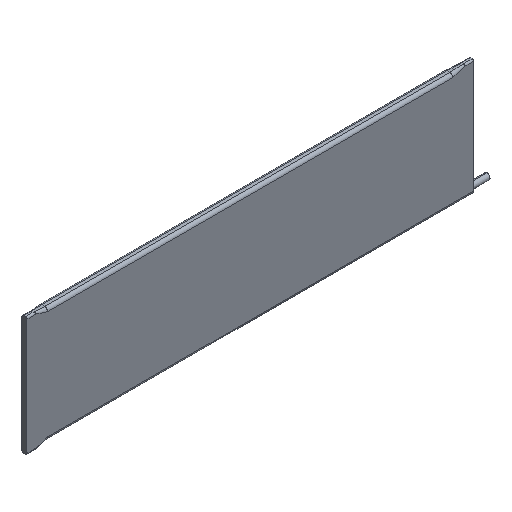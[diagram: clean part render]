
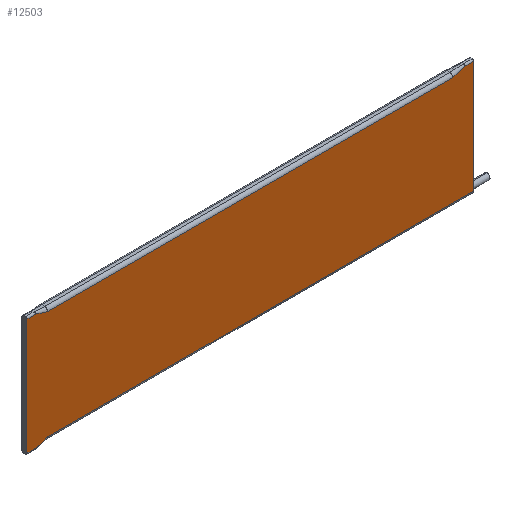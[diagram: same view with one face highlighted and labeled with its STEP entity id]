
A CAD part, isometric view. The second image highlights one B-rep face of the part: STEP entity #12503.
In plain terms, the highlighted planar face has unit normal (0, -1, 0).
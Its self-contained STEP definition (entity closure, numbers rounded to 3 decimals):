
#236 = VERTEX_POINT ( 'NONE', #3344 ) ;
#432 = EDGE_CURVE ( 'NONE', #9302, #12808, #624, .T. ) ;
#454 = ORIENTED_EDGE ( 'NONE', *, *, #1012, .T. ) ;
#541 = EDGE_CURVE ( 'NONE', #7605, #12808, #5023, .T. ) ;
#562 = DIRECTION ( 'NONE',  ( 0.951, 0., 0.309 ) ) ;
#583 = PLANE ( 'NONE',  #3745 ) ;
#624 = LINE ( 'NONE', #2831, #5323 ) ;
#832 = DIRECTION ( 'NONE',  ( 0., 0., -1. ) ) ;
#859 = CARTESIAN_POINT ( 'NONE',  ( 0., 0., 19.5 ) ) ;
#964 = ORIENTED_EDGE ( 'NONE', *, *, #11879, .T. ) ;
#1012 = EDGE_CURVE ( 'NONE', #10685, #236, #9631, .T. ) ;
#1135 = VECTOR ( 'NONE', #832, 1000. ) ;
#1812 = DIRECTION ( 'NONE',  ( 1., 0., 0. ) ) ;
#2278 = EDGE_CURVE ( 'NONE', #9302, #236, #5082, .T. ) ;
#2355 = EDGE_CURVE ( 'NONE', #5144, #10685, #12146, .T. ) ;
#2624 = CARTESIAN_POINT ( 'NONE',  ( 75., 0., -16.2 ) ) ;
#2727 = CARTESIAN_POINT ( 'NONE',  ( 0., 0., 0. ) ) ;
#2831 = CARTESIAN_POINT ( 'NONE',  ( 68., 0., -18.2 ) ) ;
#3038 = CARTESIAN_POINT ( 'NONE',  ( -75., 0., 0. ) ) ;
#3344 = CARTESIAN_POINT ( 'NONE',  ( -72., 0., -19.5 ) ) ;
#3393 = CARTESIAN_POINT ( 'NONE',  ( -75., 0., -19.5 ) ) ;
#3456 = ORIENTED_EDGE ( 'NONE', *, *, #3916, .F. ) ;
#3745 = AXIS2_PLACEMENT_3D ( 'NONE', #2727, #9268, #11763 ) ;
#3916 = EDGE_CURVE ( 'NONE', #8155, #11527, #10657, .T. ) ;
#3987 = DIRECTION ( 'NONE',  ( -0.951, 0., -0.309 ) ) ;
#4090 = CARTESIAN_POINT ( 'NONE',  ( 0., 0., -19.5 ) ) ;
#4627 = ORIENTED_EDGE ( 'NONE', *, *, #6129, .F. ) ;
#4662 = ORIENTED_EDGE ( 'NONE', *, *, #12134, .T. ) ;
#5023 = LINE ( 'NONE', #2624, #14193 ) ;
#5082 = LINE ( 'NONE', #9295, #10217 ) ;
#5144 = VERTEX_POINT ( 'NONE', #12921 ) ;
#5323 = VECTOR ( 'NONE', #1812, 1000. ) ;
#5588 = EDGE_CURVE ( 'NONE', #8155, #5144, #14128, .T. ) ;
#5646 = ORIENTED_EDGE ( 'NONE', *, *, #541, .F. ) ;
#5801 = CARTESIAN_POINT ( 'NONE',  ( -68., 0., 18.2 ) ) ;
#5824 = ORIENTED_EDGE ( 'NONE', *, *, #432, .T. ) ;
#6129 = EDGE_CURVE ( 'NONE', #7568, #11723, #10581, .T. ) ;
#6290 = CARTESIAN_POINT ( 'NONE',  ( 75., 0., 19.5 ) ) ;
#6345 = DIRECTION ( 'NONE',  ( 1., 0., 0. ) ) ;
#6407 = CARTESIAN_POINT ( 'NONE',  ( -70., 0., 18.85 ) ) ;
#6436 = DIRECTION ( 'NONE',  ( -1., 0., 0. ) ) ;
#6550 = VECTOR ( 'NONE', #562, 1000. ) ;
#6884 = CARTESIAN_POINT ( 'NONE',  ( 75., 0., -18.2 ) ) ;
#7088 = FACE_OUTER_BOUND ( 'NONE', #8123, .T. ) ;
#7469 = VECTOR ( 'NONE', #13773, 1000. ) ;
#7568 = VERTEX_POINT ( 'NONE', #9423 ) ;
#7605 = VERTEX_POINT ( 'NONE', #6290 ) ;
#7646 = VECTOR ( 'NONE', #6345, 1000. ) ;
#7944 = VECTOR ( 'NONE', #8667, 1000. ) ;
#8123 = EDGE_LOOP ( 'NONE', ( #11130, #454, #10490, #5824, #5646, #964, #4627, #4662, #3456, #11085 ) ) ;
#8155 = VERTEX_POINT ( 'NONE', #12034 ) ;
#8588 = DIRECTION ( 'NONE',  ( 0.951, 0., -0.309 ) ) ;
#8667 = DIRECTION ( 'NONE',  ( -1., 0., 0. ) ) ;
#9268 = DIRECTION ( 'NONE',  ( 0., -1., 0. ) ) ;
#9277 = CARTESIAN_POINT ( 'NONE',  ( -68., 0., 18.2 ) ) ;
#9295 = CARTESIAN_POINT ( 'NONE',  ( -70., 0., -18.85 ) ) ;
#9302 = VERTEX_POINT ( 'NONE', #10715 ) ;
#9423 = CARTESIAN_POINT ( 'NONE',  ( 68., 0., 18.2 ) ) ;
#9446 = LINE ( 'NONE', #5801, #7469 ) ;
#9460 = DIRECTION ( 'NONE',  ( 0., 0., -1. ) ) ;
#9631 = LINE ( 'NONE', #4090, #7646 ) ;
#9741 = VECTOR ( 'NONE', #8588, 1000. ) ;
#9866 = CARTESIAN_POINT ( 'NONE',  ( 0., 0., 19.5 ) ) ;
#10217 = VECTOR ( 'NONE', #3987, 1000. ) ;
#10490 = ORIENTED_EDGE ( 'NONE', *, *, #2278, .F. ) ;
#10581 = LINE ( 'NONE', #13878, #6550 ) ;
#10657 = LINE ( 'NONE', #6407, #9741 ) ;
#10685 = VERTEX_POINT ( 'NONE', #3393 ) ;
#10715 = CARTESIAN_POINT ( 'NONE',  ( -68., 0., -18.2 ) ) ;
#11085 = ORIENTED_EDGE ( 'NONE', *, *, #5588, .T. ) ;
#11130 = ORIENTED_EDGE ( 'NONE', *, *, #2355, .T. ) ;
#11213 = VECTOR ( 'NONE', #6436, 1000. ) ;
#11408 = LINE ( 'NONE', #859, #7944 ) ;
#11527 = VERTEX_POINT ( 'NONE', #9277 ) ;
#11723 = VERTEX_POINT ( 'NONE', #12355 ) ;
#11763 = DIRECTION ( 'NONE',  ( 0., 0., -1. ) ) ;
#11879 = EDGE_CURVE ( 'NONE', #7605, #11723, #11408, .T. ) ;
#12034 = CARTESIAN_POINT ( 'NONE',  ( -72., 0., 19.5 ) ) ;
#12134 = EDGE_CURVE ( 'NONE', #7568, #11527, #9446, .T. ) ;
#12146 = LINE ( 'NONE', #3038, #1135 ) ;
#12355 = CARTESIAN_POINT ( 'NONE',  ( 72., 0., 19.5 ) ) ;
#12503 = ADVANCED_FACE ( 'NONE', ( #7088 ), #583, .T. ) ;
#12808 = VERTEX_POINT ( 'NONE', #6884 ) ;
#12921 = CARTESIAN_POINT ( 'NONE',  ( -75., 0., 19.5 ) ) ;
#13773 = DIRECTION ( 'NONE',  ( -1., 0., 0. ) ) ;
#13878 = CARTESIAN_POINT ( 'NONE',  ( 68., 0., 18.2 ) ) ;
#14128 = LINE ( 'NONE', #9866, #11213 ) ;
#14193 = VECTOR ( 'NONE', #9460, 1000. ) ;
